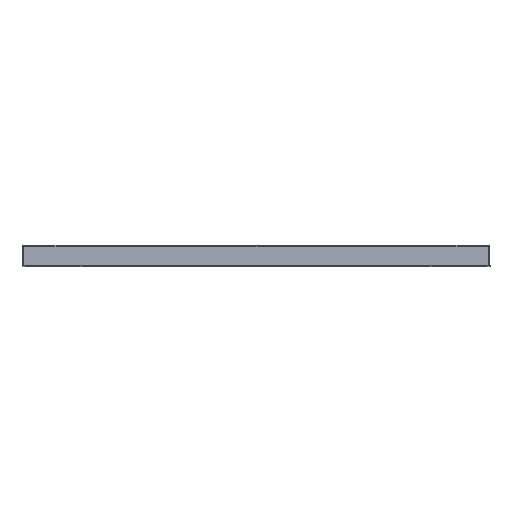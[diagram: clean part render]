
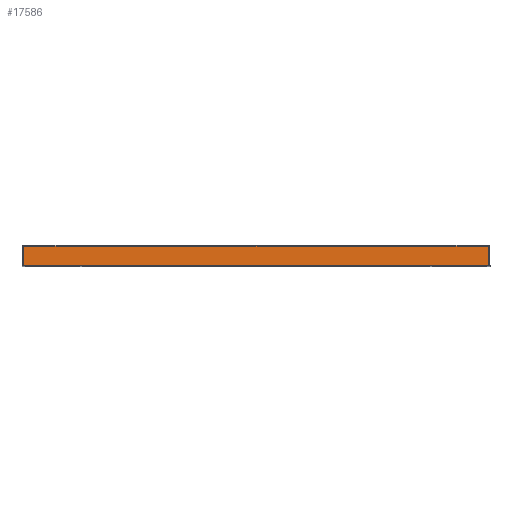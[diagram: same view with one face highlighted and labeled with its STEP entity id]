
A CAD part, top view. The second image highlights one B-rep face of the part: STEP entity #17586.
In plain terms, the highlighted planar face has unit normal (0, 0.035, 0.999).
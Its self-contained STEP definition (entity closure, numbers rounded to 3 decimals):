
#1=DIRECTION('',(0.035,0.999,-0.035));
#2=VECTOR('',#1,38.113);
#3=CARTESIAN_POINT('',(-448.001,-40.,537.5));
#4=LINE('',#3,#2);
#5=CARTESIAN_POINT('',(-446.672,-1.933,536.171));
#6=CARTESIAN_POINT('',(-438.812,-1.945,536.171));
#7=CARTESIAN_POINT('',(-417.684,-1.976,536.172));
#8=CARTESIAN_POINT('',(-382.126,-2.022,536.174));
#9=CARTESIAN_POINT('',(-354.429,-2.039,536.174));
#10=CARTESIAN_POINT('',(-340.,-2.039,536.174));
#12=DIRECTION('',(1.,0.,0.));
#13=VECTOR('',#12,239.913);
#14=CARTESIAN_POINT('',(-340.,-2.039,536.174));
#15=LINE('',#14,#13);
#16=CARTESIAN_POINT('',(340.,-2.039,536.174));
#17=CARTESIAN_POINT('',(351.722,-2.039,536.174));
#18=CARTESIAN_POINT('',(374.736,-2.027,536.174));
#19=CARTESIAN_POINT('',(408.878,-1.988,536.173));
#20=CARTESIAN_POINT('',(432.713,-1.954,536.172));
#21=CARTESIAN_POINT('',(445.256,-1.935,536.171));
#22=CARTESIAN_POINT('',(446.672,-1.933,536.171));
#24=DIRECTION('',(0.035,-0.999,0.035));
#25=VECTOR('',#24,38.113);
#26=CARTESIAN_POINT('',(446.672,-1.933,536.171));
#27=LINE('',#26,#25);
#28=DIRECTION('',(1.,0.,0.));
#29=VECTOR('',#28,896.002);
#30=CARTESIAN_POINT('',(-448.001,-40.,537.5));
#31=LINE('',#30,#29);
#389=CARTESIAN_POINT('',(340.,-2.039,536.174));
#390=CARTESIAN_POINT('',(337.965,-2.039,536.174));
#391=CARTESIAN_POINT('',(333.796,-2.039,536.174));
#392=CARTESIAN_POINT('',(326.738,-2.038,536.174));
#393=CARTESIAN_POINT('',(320.413,-2.038,536.174));
#394=CARTESIAN_POINT('',(313.023,-2.037,536.174));
#395=CARTESIAN_POINT('',(306.101,-2.036,536.174));
#396=CARTESIAN_POINT('',(298.664,-2.034,536.174));
#397=CARTESIAN_POINT('',(290.614,-2.033,536.174));
#398=CARTESIAN_POINT('',(281.658,-2.031,536.174));
#399=CARTESIAN_POINT('',(273.632,-2.028,536.174));
#400=CARTESIAN_POINT('',(264.476,-2.026,536.174));
#401=CARTESIAN_POINT('',(254.891,-2.023,536.174));
#402=CARTESIAN_POINT('',(245.56,-2.019,536.174));
#403=CARTESIAN_POINT('',(235.083,-2.016,536.174));
#404=CARTESIAN_POINT('',(224.642,-2.012,536.173));
#405=CARTESIAN_POINT('',(214.084,-2.008,536.173));
#406=CARTESIAN_POINT('',(202.34,-2.003,536.173));
#407=CARTESIAN_POINT('',(191.393,-1.998,536.173));
#408=CARTESIAN_POINT('',(179.73,-1.994,536.173));
#409=CARTESIAN_POINT('',(167.364,-1.988,536.173));
#410=CARTESIAN_POINT('',(154.379,-1.983,536.172));
#411=CARTESIAN_POINT('',(141.814,-1.978,536.172));
#412=CARTESIAN_POINT('',(128.048,-1.973,536.172));
#413=CARTESIAN_POINT('',(114.688,-1.969,536.172));
#414=CARTESIAN_POINT('',(105.023,-1.965,536.172));
#415=CARTESIAN_POINT('',(100.087,-1.964,536.172));
#463=DIRECTION('',(-1.,0.,0.));
#464=VECTOR('',#463,100.087);
#465=CARTESIAN_POINT('',(100.087,-1.964,536.172));
#466=LINE('',#465,#464);
#472=DIRECTION('',(-1.,0.,0.));
#473=VECTOR('',#472,100.087);
#474=CARTESIAN_POINT('',(0.,-1.964,
536.172));
#475=LINE('',#474,#473);
#16047=CARTESIAN_POINT('',(-448.001,-40.,
537.5));
#16048=CARTESIAN_POINT('',(448.001,-40.,
537.5));
#16049=VERTEX_POINT('',#16047);
#16050=VERTEX_POINT('',#16048);
#16051=CARTESIAN_POINT('',(-446.672,-1.933,
536.171));
#16052=VERTEX_POINT('',#16051);
#16053=VERTEX_POINT('',#10);
#16054=CARTESIAN_POINT('',(-100.087,-1.964,
536.172));
#16055=VERTEX_POINT('',#16054);
#16056=CARTESIAN_POINT('',(0.,-1.964,
536.172));
#16057=VERTEX_POINT('',#16056);
#16058=CARTESIAN_POINT('',(100.087,-1.964,
536.172));
#16059=VERTEX_POINT('',#16058);
#16060=VERTEX_POINT('',#389);
#16061=VERTEX_POINT('',#22);
#17561=CARTESIAN_POINT('',(0.,-20.967,
536.835));
#17562=DIRECTION('',(0.,0.035,0.999));
#17563=DIRECTION('',(0.,0.999,-0.035));
#17564=AXIS2_PLACEMENT_3D('',#17561,#17562,#17563);
#17565=PLANE('',#17564);
#17567=ORIENTED_EDGE('',*,*,#17566,.F.);
#17569=ORIENTED_EDGE('',*,*,#17568,.T.);
#17571=ORIENTED_EDGE('',*,*,#17570,.T.);
#17573=ORIENTED_EDGE('',*,*,#17572,.T.);
#17575=ORIENTED_EDGE('',*,*,#17574,.F.);
#17577=ORIENTED_EDGE('',*,*,#17576,.F.);
#17579=ORIENTED_EDGE('',*,*,#17578,.F.);
#17581=ORIENTED_EDGE('',*,*,#17580,.T.);
#17583=ORIENTED_EDGE('',*,*,#17582,.T.);
#17584=EDGE_LOOP('',(#17567,#17569,#17571,#17573,#17575,#17577,#17579,#17581,
#17583));
#17585=FACE_OUTER_BOUND('',#17584,.F.);
#17586=ADVANCED_FACE('',(#17585),#17565,.T.);
#11=B_SPLINE_CURVE_WITH_KNOTS('',3,(#5,#6,#7,#8,#9,#10),.UNSPECIFIED.,.F.,.F.,
(4,1,1,4),(0.,0.221,0.594,1.),.UNSPECIFIED.);
#23=B_SPLINE_CURVE_WITH_KNOTS('',3,(#16,#17,#18,#19,#20,#21,#22),.UNSPECIFIED.,
.F.,.F.,(4,1,1,1,4),(0.,0.33,0.647,0.96,
1.),.UNSPECIFIED.);
#416=B_SPLINE_CURVE_WITH_KNOTS('',3,(#389,#390,#391,#392,#393,#394,#395,#396,
#397,#398,#399,#400,#401,#402,#403,#404,#405,#406,#407,#408,#409,#410,#411,#412,
#413,#414,#415),.UNSPECIFIED.,.F.,.F.,(4,1,1,1,1,1,1,1,1,1,1,1,1,1,1,1,1,1,1,1,
1,1,1,1,4),(0.,0.042,0.083,0.125,0.167,
0.208,0.25,0.292,0.333,0.375,
0.417,0.458,0.5,0.542,0.583,
0.625,0.667,0.708,0.75,0.792,
0.833,0.875,0.917,0.958,1.),
.UNSPECIFIED.);
#17566=EDGE_CURVE('',#16049,#16050,#31,.T.);
#17568=EDGE_CURVE('',#16049,#16052,#4,.T.);
#17570=EDGE_CURVE('',#16052,#16053,#11,.T.);
#17572=EDGE_CURVE('',#16053,#16055,#15,.T.);
#17574=EDGE_CURVE('',#16057,#16055,#475,.T.);
#17576=EDGE_CURVE('',#16059,#16057,#466,.T.);
#17578=EDGE_CURVE('',#16060,#16059,#416,.T.);
#17580=EDGE_CURVE('',#16060,#16061,#23,.T.);
#17582=EDGE_CURVE('',#16061,#16050,#27,.T.);
